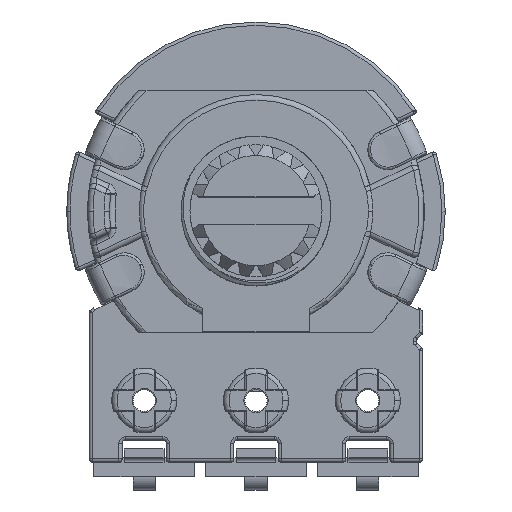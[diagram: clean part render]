
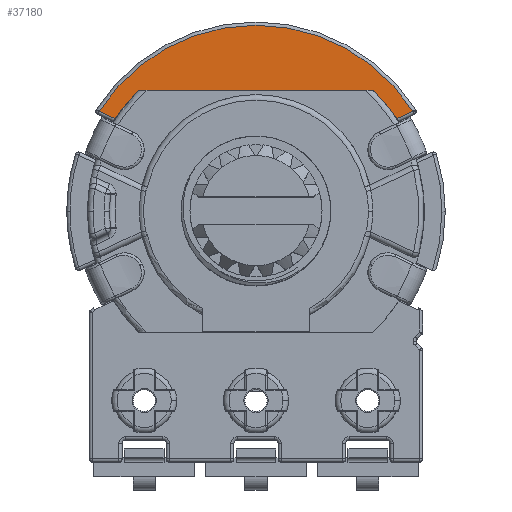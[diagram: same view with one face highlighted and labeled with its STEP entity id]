
A CAD part, top view. The second image highlights one B-rep face of the part: STEP entity #37180.
In plain terms, the highlighted planar face has unit normal (0, 0, 1).
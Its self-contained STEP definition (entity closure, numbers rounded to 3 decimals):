
#93 = ORIENTED_EDGE ( 'NONE', *, *, #11244, .T. ) ;
#226 = DIRECTION ( 'NONE',  ( 0.906, 0.423, 0. ) ) ;
#245 = DIRECTION ( 'NONE',  ( 0., 0., -1. ) ) ;
#1264 = EDGE_CURVE ( 'NONE', #11408, #30735, #8748, .T. ) ;
#2772 = AXIS2_PLACEMENT_3D ( 'NONE', #3526, #245, #17711 ) ;
#2943 = VECTOR ( 'NONE', #226, 1000. ) ;
#3526 = CARTESIAN_POINT ( 'NONE',  ( 5.215, 5.25, 0.62 ) ) ;
#3591 = CARTESIAN_POINT ( 'NONE',  ( -6.396, 4.196, 0.62 ) ) ;
#5268 = VERTEX_POINT ( 'NONE', #9814 ) ;
#6250 = DIRECTION ( 'NONE',  ( -1., 0., 0. ) ) ;
#6781 = EDGE_LOOP ( 'NONE', ( #19621, #12536, #31661, #16857, #12382, #27489, #93 ) ) ;
#7855 = LINE ( 'NONE', #37326, #8459 ) ;
#8459 = VECTOR ( 'NONE', #34461, 1000. ) ;
#8524 = CARTESIAN_POINT ( 'NONE',  ( 0.465, 0.997, 0.62 ) ) ;
#8748 = CIRCLE ( 'NONE', #29970, 7.65 ) ;
#8815 = CARTESIAN_POINT ( 'NONE',  ( -0.465, 0.997, 0.62 ) ) ;
#8929 = CARTESIAN_POINT ( 'NONE',  ( 0., 0., 0.62 ) ) ;
#9814 = CARTESIAN_POINT ( 'NONE',  ( 7.128, 4.538, 0.62 ) ) ;
#10696 = AXIS2_PLACEMENT_3D ( 'NONE', #11391, #23147, #34999 ) ;
#11244 = EDGE_CURVE ( 'NONE', #11408, #5268, #25526, .T. ) ;
#11391 = CARTESIAN_POINT ( 'NONE',  ( 0., 0., 0.62 ) ) ;
#11408 = VERTEX_POINT ( 'NONE', #23778 ) ;
#12382 = ORIENTED_EDGE ( 'NONE', *, *, #16576, .T. ) ;
#12470 = VERTEX_POINT ( 'NONE', #14656 ) ;
#12536 = ORIENTED_EDGE ( 'NONE', *, *, #30045, .T. ) ;
#12715 = CARTESIAN_POINT ( 'NONE',  ( 0., 0., 0.62 ) ) ;
#13018 = VERTEX_POINT ( 'NONE', #3591 ) ;
#13048 = VERTEX_POINT ( 'NONE', #23859 ) ;
#13843 = AXIS2_PLACEMENT_3D ( 'NONE', #24129, #21101, #32731 ) ;
#14656 = CARTESIAN_POINT ( 'NONE',  ( -5.317, 5.5, 0.62 ) ) ;
#15677 = CIRCLE ( 'NONE', #13843, 7.65 ) ;
#16576 = EDGE_CURVE ( 'NONE', #13048, #30735, #31911, .T. ) ;
#16857 = ORIENTED_EDGE ( 'NONE', *, *, #22578, .F. ) ;
#17063 = DIRECTION ( 'NONE',  ( 0., 0., 1. ) ) ;
#17711 = DIRECTION ( 'NONE',  ( -1., 0., 0. ) ) ;
#19348 = EDGE_CURVE ( 'NONE', #12470, #13018, #15677, .T. ) ;
#19574 = EDGE_CURVE ( 'NONE', #5268, #25202, #22350, .T. ) ;
#19621 = ORIENTED_EDGE ( 'NONE', *, *, #19574, .T. ) ;
#19839 = DIRECTION ( 'NONE',  ( 0.906, -0.423, 0. ) ) ;
#21101 = DIRECTION ( 'NONE',  ( 0., 0., 1. ) ) ;
#22350 = CIRCLE ( 'NONE', #27212, 8.45 ) ;
#22578 = EDGE_CURVE ( 'NONE', #13048, #12470, #7855, .T. ) ;
#23147 = DIRECTION ( 'NONE',  ( 0., 0., -1. ) ) ;
#23778 = CARTESIAN_POINT ( 'NONE',  ( 6.396, 4.196, 0.62 ) ) ;
#23859 = CARTESIAN_POINT ( 'NONE',  ( 5.215, 5.5, 0.62 ) ) ;
#24129 = CARTESIAN_POINT ( 'NONE',  ( 0., 0., 0.62 ) ) ;
#25202 = VERTEX_POINT ( 'NONE', #30685 ) ;
#25526 = LINE ( 'NONE', #8815, #2943 ) ;
#27212 = AXIS2_PLACEMENT_3D ( 'NONE', #8929, #17063, #6250 ) ;
#27489 = ORIENTED_EDGE ( 'NONE', *, *, #1264, .F. ) ;
#29956 = CARTESIAN_POINT ( 'NONE',  ( 5.391, 5.427, 0.62 ) ) ;
#29970 = AXIS2_PLACEMENT_3D ( 'NONE', #12715, #33400, #30721 ) ;
#30045 = EDGE_CURVE ( 'NONE', #25202, #13018, #34766, .T. ) ;
#30685 = CARTESIAN_POINT ( 'NONE',  ( -7.128, 4.538, 0.62 ) ) ;
#30721 = DIRECTION ( 'NONE',  ( 1., 0., 0. ) ) ;
#30735 = VERTEX_POINT ( 'NONE', #29956 ) ;
#30841 = VECTOR ( 'NONE', #19839, 1000. ) ;
#31661 = ORIENTED_EDGE ( 'NONE', *, *, #19348, .F. ) ;
#31911 = CIRCLE ( 'NONE', #2772, 0.25 ) ;
#32731 = DIRECTION ( 'NONE',  ( 1., 0., 0. ) ) ;
#33400 = DIRECTION ( 'NONE',  ( 0., 0., 1. ) ) ;
#34461 = DIRECTION ( 'NONE',  ( -1., 0., 0. ) ) ;
#34620 = FACE_OUTER_BOUND ( 'NONE', #6781, .T. ) ;
#34766 = LINE ( 'NONE', #8524, #30841 ) ;
#34999 = DIRECTION ( 'NONE',  ( -1., 0., 0. ) ) ;
#37180 = ADVANCED_FACE ( 'NONE', ( #34620 ), #37486, .F. ) ;
#37326 = CARTESIAN_POINT ( 'NONE',  ( -5.317, 5.5, 0.62 ) ) ;
#37486 = PLANE ( 'NONE',  #10696 ) ;
